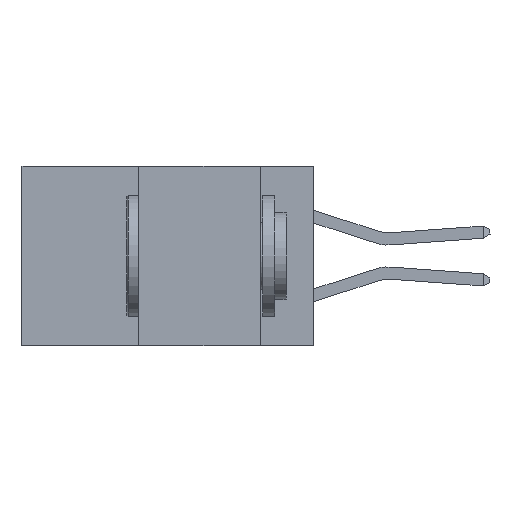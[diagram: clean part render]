
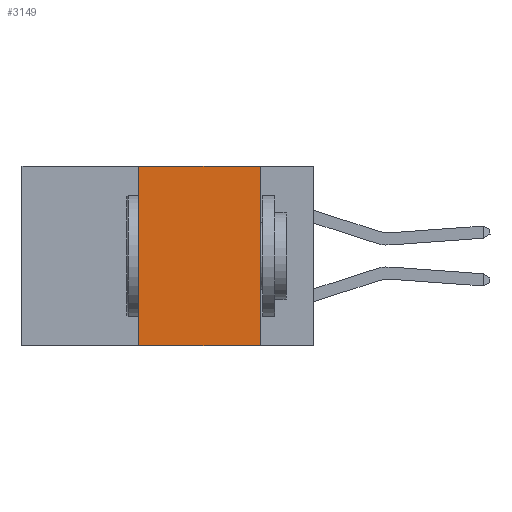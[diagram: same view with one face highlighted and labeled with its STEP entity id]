
A CAD part, left-side view. The second image highlights one B-rep face of the part: STEP entity #3149.
In plain terms, the highlighted planar face has unit normal (-1, 0, 0).
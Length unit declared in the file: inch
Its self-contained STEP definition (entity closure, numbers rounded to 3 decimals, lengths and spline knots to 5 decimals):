
#53 = EDGE_CURVE ( 'NONE', #15138, #14411, #5009, .T. ) ;
#1095 = EDGE_CURVE ( 'NONE', #15138, #9334, #9621, .T. ) ;
#1558 = FACE_OUTER_BOUND ( 'NONE', #10448, .T. ) ;
#1664 = DIRECTION ( 'NONE',  ( 0., 0., -1. ) ) ;
#1755 = ORIENTED_EDGE ( 'NONE', *, *, #2204, .F. ) ;
#2204 = EDGE_CURVE ( 'NONE', #14411, #12685, #16838, .T. ) ;
#2330 = CARTESIAN_POINT ( 'NONE',  ( 0., 0.36, -0.37 ) ) ;
#2918 = DIRECTION ( 'NONE',  ( 0., 0., -1. ) ) ;
#3149 = ADVANCED_FACE ( 'NONE', ( #1558 ), #6889, .F. ) ;
#4333 = CARTESIAN_POINT ( 'NONE',  ( 0., 0.6, 0. ) ) ;
#5009 = LINE ( 'NONE', #10888, #7120 ) ;
#5533 = DIRECTION ( 'NONE',  ( 1., 0., 0. ) ) ;
#5881 = CARTESIAN_POINT ( 'NONE',  ( 0., 0.11, 0. ) ) ;
#5926 = AXIS2_PLACEMENT_3D ( 'NONE', #4333, #5533, #2918 ) ;
#6189 = DIRECTION ( 'NONE',  ( 0., -1., 0. ) ) ;
#6889 = PLANE ( 'NONE',  #5926 ) ;
#6922 = EDGE_CURVE ( 'NONE', #12685, #9334, #15915, .T. ) ;
#7120 = VECTOR ( 'NONE', #14838, 39.37008 ) ;
#8748 = CARTESIAN_POINT ( 'NONE',  ( 0., 0.11, -0.37 ) ) ;
#8793 = CARTESIAN_POINT ( 'NONE',  ( 0., 0.11, 0. ) ) ;
#9334 = VERTEX_POINT ( 'NONE', #8748 ) ;
#9398 = CARTESIAN_POINT ( 'NONE',  ( 0., 0.36, 0. ) ) ;
#9621 = LINE ( 'NONE', #15804, #15177 ) ;
#10153 = VECTOR ( 'NONE', #1664, 39.37008 ) ;
#10448 = EDGE_LOOP ( 'NONE', ( #15028, #1755, #13485, #11370 ) ) ;
#10492 = DIRECTION ( 'NONE',  ( 0., -1., 0. ) ) ;
#10888 = CARTESIAN_POINT ( 'NONE',  ( 0., 0.36, 0. ) ) ;
#11370 = ORIENTED_EDGE ( 'NONE', *, *, #1095, .T. ) ;
#12685 = VERTEX_POINT ( 'NONE', #8793 ) ;
#13485 = ORIENTED_EDGE ( 'NONE', *, *, #53, .F. ) ;
#14226 = CARTESIAN_POINT ( 'NONE',  ( 0., 0.6, 0. ) ) ;
#14411 = VERTEX_POINT ( 'NONE', #9398 ) ;
#14710 = VECTOR ( 'NONE', #6189, 39.37008 ) ;
#14838 = DIRECTION ( 'NONE',  ( 0., 0., 1. ) ) ;
#15028 = ORIENTED_EDGE ( 'NONE', *, *, #6922, .F. ) ;
#15138 = VERTEX_POINT ( 'NONE', #2330 ) ;
#15177 = VECTOR ( 'NONE', #10492, 39.37008 ) ;
#15804 = CARTESIAN_POINT ( 'NONE',  ( 0., 0.6, -0.37 ) ) ;
#15915 = LINE ( 'NONE', #5881, #10153 ) ;
#16838 = LINE ( 'NONE', #14226, #14710 ) ;
